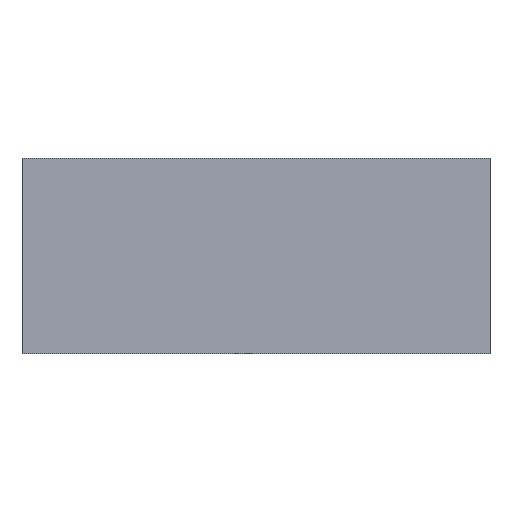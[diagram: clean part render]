
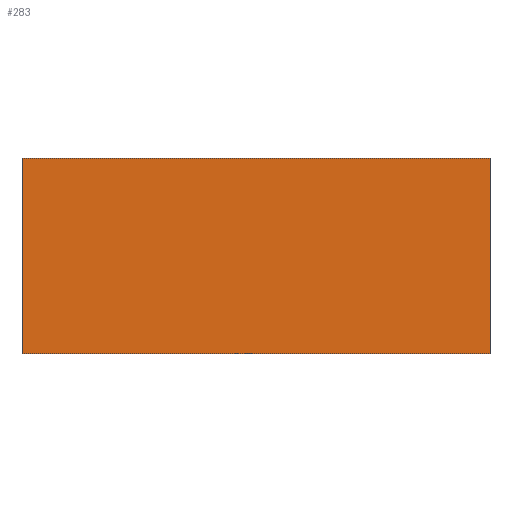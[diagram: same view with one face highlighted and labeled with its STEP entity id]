
A CAD part, front view. The second image highlights one B-rep face of the part: STEP entity #283.
In plain terms, the highlighted planar face has unit normal (0, -1, 0).
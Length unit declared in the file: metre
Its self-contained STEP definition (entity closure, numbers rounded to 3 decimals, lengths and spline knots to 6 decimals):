
#80=ORIENTED_EDGE('',*,*,#119,.T.);
#81=ORIENTED_EDGE('',*,*,#108,.T.);
#82=ORIENTED_EDGE('',*,*,#116,.F.);
#83=ORIENTED_EDGE('',*,*,#112,.F.);
#108=EDGE_CURVE('',#136,#137,#168,.T.);
#112=EDGE_CURVE('',#140,#141,#172,.T.);
#116=EDGE_CURVE('',#141,#137,#176,.T.);
#119=EDGE_CURVE('',#140,#136,#179,.T.);
#136=VERTEX_POINT('',#436);
#137=VERTEX_POINT('',#437);
#140=VERTEX_POINT('',#445);
#141=VERTEX_POINT('',#446);
#168=LINE('',#435,#204);
#172=LINE('',#444,#208);
#176=LINE('',#453,#212);
#179=LINE('',#458,#215);
#204=VECTOR('',#361,1.);
#208=VECTOR('',#367,1.);
#212=VECTOR('',#373,1.);
#215=VECTOR('',#380,1.);
#233=EDGE_LOOP('',(#80,#81,#82,#83));
#251=FACE_BOUND('',#233,.T.);
#267=PLANE('',#312);
#283=ADVANCED_FACE('',(#251),#267,.F.);
#312=AXIS2_PLACEMENT_3D('',#459,#381,#382);
#361=DIRECTION('',(-1.,0.,0.));
#367=DIRECTION('',(-1.,0.,0.));
#373=DIRECTION('',(0.,0.,1.));
#380=DIRECTION('',(0.,0.,1.));
#381=DIRECTION('',(0.,1.,0.));
#382=DIRECTION('',(0.,0.,1.));
#435=CARTESIAN_POINT('',(0.,-0.0235,0.002));
#436=CARTESIAN_POINT('',(0.01075,-0.0235,0.002));
#437=CARTESIAN_POINT('',(-0.01075,-0.0235,0.002));
#444=CARTESIAN_POINT('',(0.,-0.0235,-0.007));
#445=CARTESIAN_POINT('',(0.01075,-0.0235,-0.007));
#446=CARTESIAN_POINT('',(-0.01075,-0.0235,-0.007));
#453=CARTESIAN_POINT('',(-0.01075,-0.0235,-0.007));
#458=CARTESIAN_POINT('',(0.01075,-0.0235,-0.007));
#459=CARTESIAN_POINT('',(0.,-0.0235,-0.007));
